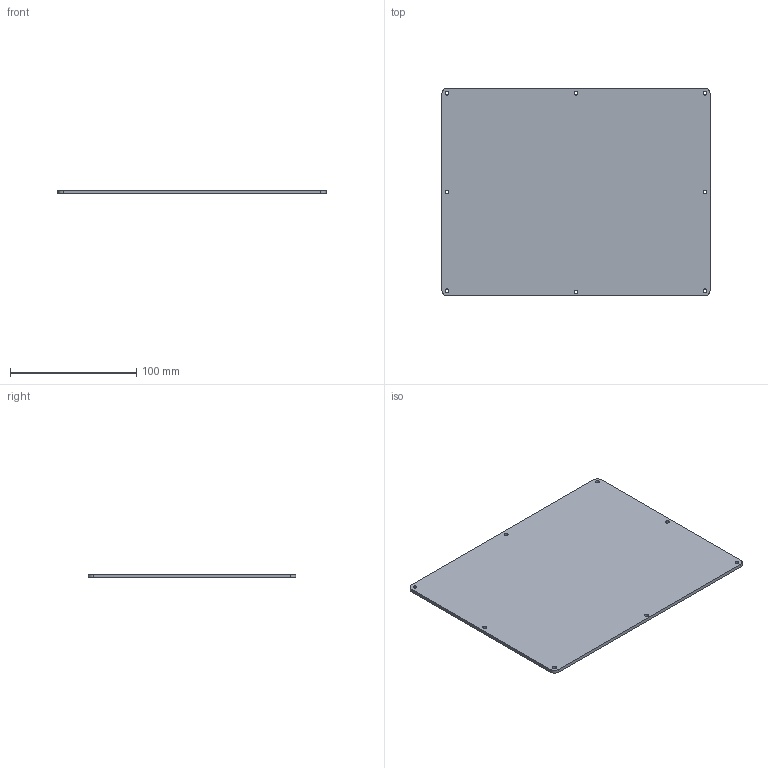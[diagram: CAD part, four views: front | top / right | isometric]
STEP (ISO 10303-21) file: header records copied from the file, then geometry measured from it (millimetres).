
FILE_DESCRIPTION (( 'STEP AP203' ), '1' );
FILE_NAME ('AcrilicoFondo.STEP', '2022-01-19T13:03:00', ( '' ), ( '' ), 'SwSTEP 2.0', 'SolidWorks 2016', '' );
FILE_SCHEMA (( 'CONFIG_CONTROL_DESIGN' ));
Length unit declared in the file: millimetre
Products named in the file (1): AcrilicoFondo
Bounding box: 212 x 164 x 2.7 mm (x, y, z)
Volume: 93683.8 mm3; surface area: 71610.9 mm2
Topology: 1 solids, 1 shells, 40 faces, 183 edges, 159 vertices
Faces by surface type: cylinder 20, plane 20
Entity records: 2240 total; most frequent: CARTESIAN_POINT 521, ORIENTED_EDGE 366, DIRECTION 312, EDGE_CURVE 183, VERTEX_POINT 159, LINE 118, VECTOR 118, AXIS2_PLACEMENT_3D 97
